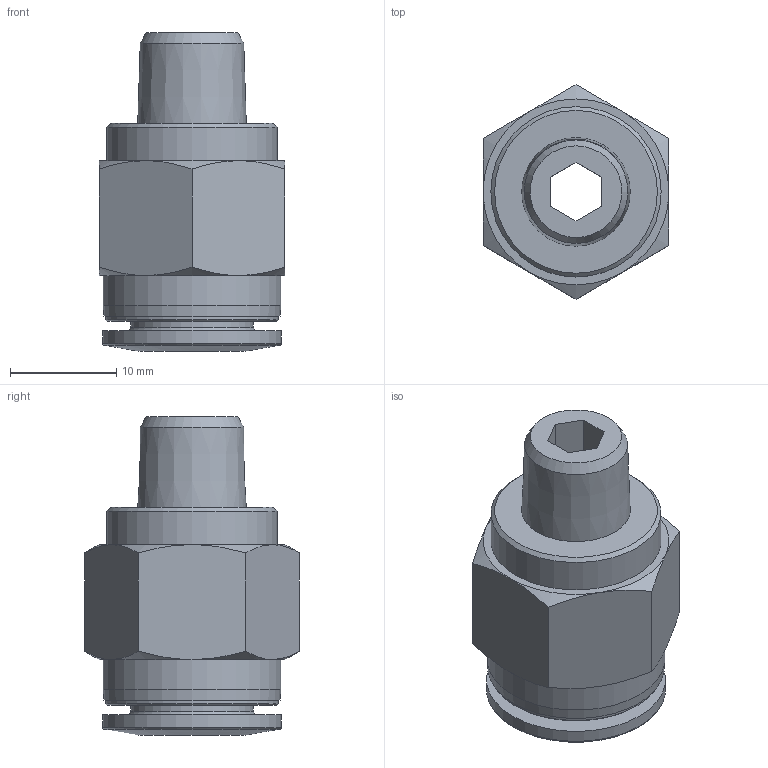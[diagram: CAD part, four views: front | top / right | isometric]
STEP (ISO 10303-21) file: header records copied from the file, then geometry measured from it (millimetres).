
FILE_DESCRIPTION(/* description */ ('STEP AP214'),/* implementation_level */ '2;1');
FILE_NAME(/* name */ '567773_QB-1_8-3_8-U',/* time_stamp */ '2024-09-14T01:26:50+02:00',/* author */ ('License CC BY-ND 4.0'),/* organization */ ('CADENAS'),/* preprocessor_version */ 'ST-DEVELOPER v19.3',/* originating_system */ 'PARTsolutions',/* authorisation */ ' ');
FILE_SCHEMA (('AUTOMOTIVE_DESIGN {1 0 10303 214 3 1 1}'));
Length unit declared in the file: millimetre
Products named in the file (1): 567773 QB-1/8-3/8-U
Bounding box: 17.46 x 20.16 x 29.9 mm (x, y, z)
Volume: 4000.9 mm3; surface area: 2825.4 mm2
Topology: 1 solids, 1 shells, 47 faces, 97 edges, 58 vertices
Faces by surface type: plane 20, cone 18, cylinder 6, torus 3
Full cylindrical faces by diameter (mm): 9.525 x1, 11.525 x1, 16 x1, 16.2 x1, 16.7 x1, 16.8 x1
Entity records: 1522 total; most frequent: CARTESIAN_POINT 258, DIRECTION 186, ORIENTED_EDGE 162, EDGE_CURVE 81, AXIS2_PLACEMENT_3D 81, EDGE_LOOP 70, FACE_BOUND 70, VERTEX_POINT 57
